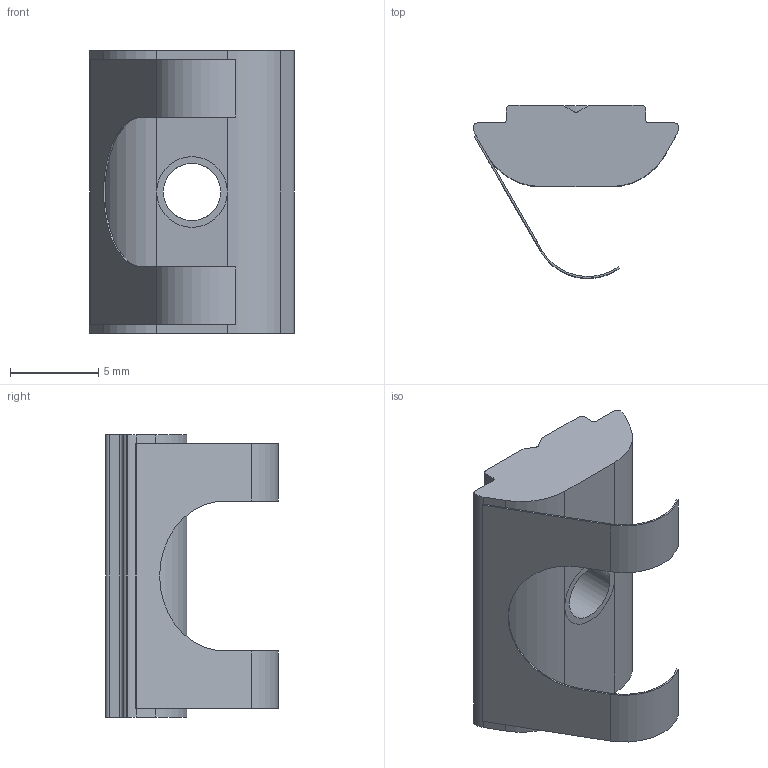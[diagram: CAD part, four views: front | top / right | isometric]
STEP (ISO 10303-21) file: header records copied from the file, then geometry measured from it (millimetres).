
FILE_DESCRIPTION((''),'2;1');
FILE_NAME('UTORNI_KAMEN_VZMET_U8','2022-09-16T14:38:23',('PredragRovcanin'),('Audax d.o.o.'),'CREO PARAMETRIC BY PTC INC, 2020281','CREO PARAMETRIC BY PTC INC, 2020281','');
FILE_SCHEMA(('AUTOMOTIVE_DESIGN { 1 0 10303 214 1 1 1 1 }'));
Length unit declared in the file: millimetre
Products named in the file (1): UTORNI_KAMEN_VZMET_U8
Bounding box: 11.6 x 9.8 x 16 mm (x, y, z)
Volume: 652.2 mm3; surface area: 808.5 mm2
Topology: 1 solids, 2 shells, 50 faces, 144 edges, 98 vertices
Faces by surface type: plane 29, cylinder 21
Entity records: 2711 total; most frequent: COLOUR_RGB 321, CARTESIAN_POINT 314, DIRECTION 294, ORIENTED_EDGE 280, PRESENTATION_STYLE_ASSIGNMENT 152, STYLED_ITEM 152, CURVE_STYLE 150, EDGE_CURVE 142
